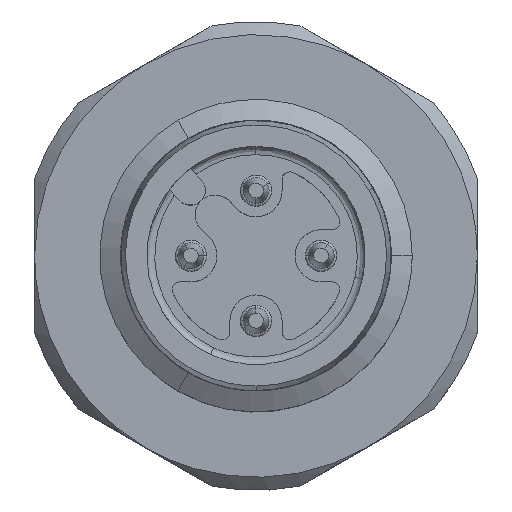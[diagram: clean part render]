
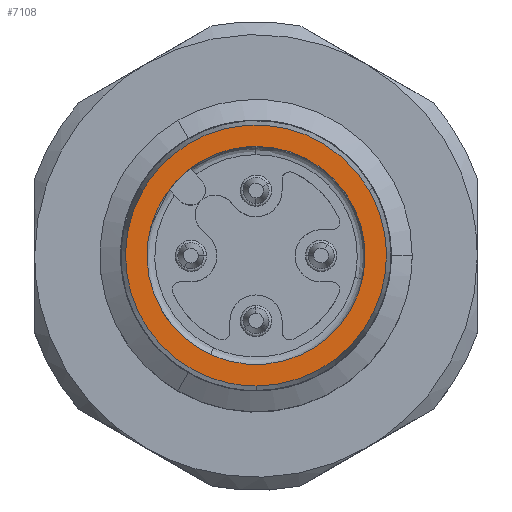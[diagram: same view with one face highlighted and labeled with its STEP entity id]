
A CAD part, top view. The second image highlights one B-rep face of the part: STEP entity #7108.
In plain terms, the highlighted planar face has unit normal (0, 0, 1).
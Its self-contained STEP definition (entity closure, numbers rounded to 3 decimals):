
#7022=AXIS2_PLACEMENT_3D('Plane Axis2P3D',#7019,#7020,#7021) ;
#6253=CARTESIAN_POINT('Control Point',(8.5,13.188,37.2)) ;
#6254=CARTESIAN_POINT('Control Point',(15.753,13.188,37.2)) ;
#6255=CARTESIAN_POINT('Control Point',(12.126,6.906,37.2)) ;
#6256=CARTESIAN_POINT('Vertex',(8.5,13.188,37.2)) ;
#6258=CARTESIAN_POINT('Vertex',(12.126,6.906,37.2)) ;
#7003=CARTESIAN_POINT('Vertex',(4.874,6.906,37.2)) ;
#7007=CARTESIAN_POINT('Control Point',(12.126,6.906,37.2)) ;
#7008=CARTESIAN_POINT('Control Point',(8.5,0.625,37.2)) ;
#7009=CARTESIAN_POINT('Control Point',(4.874,6.906,37.2)) ;
#7019=CARTESIAN_POINT('Axis2P3D Location',(2.986,14.514,37.2)) ;
#7025=CARTESIAN_POINT('Control Point',(8.5,3.988,37.2)) ;
#7026=CARTESIAN_POINT('Control Point',(8.987,3.988,37.2)) ;
#7027=CARTESIAN_POINT('Control Point',(9.501,4.047,37.2)) ;
#7028=CARTESIAN_POINT('Control Point',(10.031,4.178,37.2)) ;
#7029=CARTESIAN_POINT('Control Point',(11.132,4.627,37.2)) ;
#7030=CARTESIAN_POINT('Control Point',(12.106,5.425,37.2)) ;
#7031=CARTESIAN_POINT('Control Point',(12.55,5.934,37.2)) ;
#7032=CARTESIAN_POINT('Control Point',(13.26,7.103,37.2)) ;
#7033=CARTESIAN_POINT('Control Point',(13.547,8.419,37.2)) ;
#7034=CARTESIAN_POINT('Control Point',(13.574,9.088,37.2)) ;
#7035=CARTESIAN_POINT('Control Point',(13.462,10.011,37.2)) ;
#7036=CARTESIAN_POINT('Control Point',(13.18,10.825,37.2)) ;
#7037=CARTESIAN_POINT('Control Point',(13.078,11.066,37.2)) ;
#7038=CARTESIAN_POINT('Control Point',(12.964,11.293,37.2)) ;
#7039=CARTESIAN_POINT('Control Point',(12.841,11.506,37.2)) ;
#7040=CARTESIAN_POINT('Vertex',(8.5,3.988,37.2)) ;
#7042=CARTESIAN_POINT('Vertex',(12.841,11.506,37.2)) ;
#7046=CARTESIAN_POINT('Control Point',(12.841,11.506,37.2)) ;
#7047=CARTESIAN_POINT('Control Point',(12.597,11.928,37.2)) ;
#7048=CARTESIAN_POINT('Control Point',(12.289,12.344,37.2)) ;
#7049=CARTESIAN_POINT('Control Point',(11.91,12.737,37.2)) ;
#7050=CARTESIAN_POINT('Control Point',(10.971,13.466,37.2)) ;
#7051=CARTESIAN_POINT('Control Point',(9.792,13.91,37.2)) ;
#7052=CARTESIAN_POINT('Control Point',(9.13,14.041,37.2)) ;
#7053=CARTESIAN_POINT('Control Point',(7.763,14.071,37.2)) ;
#7054=CARTESIAN_POINT('Control Point',(6.479,13.662,37.2)) ;
#7055=CARTESIAN_POINT('Control Point',(5.886,13.35,37.2)) ;
#7056=CARTESIAN_POINT('Control Point',(5.143,12.791,37.2)) ;
#7057=CARTESIAN_POINT('Control Point',(4.579,12.14,37.2)) ;
#7058=CARTESIAN_POINT('Control Point',(4.422,11.931,37.2)) ;
#7059=CARTESIAN_POINT('Control Point',(4.282,11.719,37.2)) ;
#7060=CARTESIAN_POINT('Control Point',(4.159,11.506,37.2)) ;
#7061=CARTESIAN_POINT('Vertex',(4.159,11.506,37.2)) ;
#7065=CARTESIAN_POINT('Control Point',(4.159,11.506,37.2)) ;
#7066=CARTESIAN_POINT('Control Point',(3.916,11.084,37.2)) ;
#7067=CARTESIAN_POINT('Control Point',(3.71,10.609,37.2)) ;
#7068=CARTESIAN_POINT('Control Point',(3.559,10.085,37.2)) ;
#7069=CARTESIAN_POINT('Control Point',(3.397,8.907,37.2)) ;
#7070=CARTESIAN_POINT('Control Point',(3.601,7.664,37.2)) ;
#7071=CARTESIAN_POINT('Control Point',(3.819,7.026,37.2)) ;
#7072=CARTESIAN_POINT('Control Point',(4.477,5.826,37.2)) ;
#7073=CARTESIAN_POINT('Control Point',(5.473,4.919,37.2)) ;
#7074=CARTESIAN_POINT('Control Point',(6.039,4.561,37.2)) ;
#7075=CARTESIAN_POINT('Control Point',(6.895,4.197,37.2)) ;
#7076=CARTESIAN_POINT('Control Point',(7.741,4.035,37.2)) ;
#7077=CARTESIAN_POINT('Control Point',(8.001,4.003,37.2)) ;
#7078=CARTESIAN_POINT('Control Point',(8.254,3.987,37.2)) ;
#7079=CARTESIAN_POINT('Control Point',(8.5,3.988,37.2)) ;
#7087=CARTESIAN_POINT('Control Point',(4.874,6.906,37.2)) ;
#7088=CARTESIAN_POINT('Control Point',(4.653,7.289,37.2)) ;
#7089=CARTESIAN_POINT('Control Point',(4.469,7.724,37.2)) ;
#7090=CARTESIAN_POINT('Control Point',(4.34,8.207,37.2)) ;
#7091=CARTESIAN_POINT('Control Point',(4.241,9.201,37.2)) ;
#7092=CARTESIAN_POINT('Control Point',(4.449,10.227,37.2)) ;
#7093=CARTESIAN_POINT('Control Point',(4.625,10.707,37.2)) ;
#7094=CARTESIAN_POINT('Control Point',(5.182,11.708,37.2)) ;
#7095=CARTESIAN_POINT('Control Point',(6.028,12.465,37.2)) ;
#7096=CARTESIAN_POINT('Control Point',(6.556,12.779,37.2)) ;
#7097=CARTESIAN_POINT('Control Point',(7.283,13.053,37.2)) ;
#7098=CARTESIAN_POINT('Control Point',(7.99,13.162,37.2)) ;
#7099=CARTESIAN_POINT('Control Point',(8.164,13.179,37.2)) ;
#7100=CARTESIAN_POINT('Control Point',(8.334,13.187,37.2)) ;
#7101=CARTESIAN_POINT('Control Point',(8.5,13.188,37.2)) ;
#7020=DIRECTION('Axis2P3D Direction',(-0.,0.,1.)) ;
#7021=DIRECTION('Axis2P3D XDirection',(0.,-1.,0.)) ;
#7082=ORIENTED_EDGE('',*,*,#7044,.T.) ;
#7083=ORIENTED_EDGE('',*,*,#7063,.T.) ;
#7084=ORIENTED_EDGE('',*,*,#7080,.T.) ;
#7104=ORIENTED_EDGE('',*,*,#6260,.T.) ;
#7105=ORIENTED_EDGE('',*,*,#7010,.T.) ;
#7106=ORIENTED_EDGE('',*,*,#7102,.T.) ;
#7107=FACE_BOUND('',#7103,.T.) ;
#7108=ADVANCED_FACE('5001260.1\\instance id 0\\instance id 4\\R2',(#7085,#7107),#7023,.T.) ;
#7024=B_SPLINE_CURVE_WITH_KNOTS('',5,(#7025,#7026,#7027,#7028,#7029,#7030,#7031,#7032,#7033,#7034,#7035,#7036,#7037,#7038,#7039),.UNSPECIFIED.,.F.,.U.,(6,3,3,3,6),(0.,5.446,11.421,17.558,20.31),.UNSPECIFIED.) ;
#7045=B_SPLINE_CURVE_WITH_KNOTS('',5,(#7046,#7047,#7048,#7049,#7050,#7051,#7052,#7053,#7054,#7055,#7056,#7057,#7058,#7059,#7060),.UNSPECIFIED.,.F.,.U.,(6,3,3,3,6),(0.,5.446,11.421,17.558,20.31),.UNSPECIFIED.) ;
#7064=B_SPLINE_CURVE_WITH_KNOTS('',5,(#7065,#7066,#7067,#7068,#7069,#7070,#7071,#7072,#7073,#7074,#7075,#7076,#7077,#7078,#7079),.UNSPECIFIED.,.F.,.U.,(6,3,3,3,6),(0.,5.446,11.421,17.558,20.31),.UNSPECIFIED.) ;
#7086=B_SPLINE_CURVE_WITH_KNOTS('',5,(#7087,#7088,#7089,#7090,#7091,#7092,#7093,#7094,#7095,#7096,#7097,#7098,#7099,#7100,#7101),.UNSPECIFIED.,.F.,.U.,(6,3,3,3,6),(0.,4.939,9.48,15.11,16.969),.UNSPECIFIED.) ;
#6260=EDGE_CURVE('',#6257,#6259,#6252,.T.) ;
#7010=EDGE_CURVE('',#6259,#7004,#7006,.T.) ;
#7044=EDGE_CURVE('',#7041,#7043,#7024,.T.) ;
#7063=EDGE_CURVE('',#7043,#7062,#7045,.T.) ;
#7080=EDGE_CURVE('',#7062,#7041,#7064,.T.) ;
#7102=EDGE_CURVE('',#7004,#6257,#7086,.T.) ;
#7081=EDGE_LOOP('',(#7082,#7083,#7084)) ;
#7103=EDGE_LOOP('',(#7104,#7105,#7106)) ;
#7085=FACE_OUTER_BOUND('',#7081,.T.) ;
#7023=PLANE('',#7022) ;
#6257=VERTEX_POINT('',#6256) ;
#6259=VERTEX_POINT('',#6258) ;
#7004=VERTEX_POINT('',#7003) ;
#7041=VERTEX_POINT('',#7040) ;
#7043=VERTEX_POINT('',#7042) ;
#7062=VERTEX_POINT('',#7061) ;
#6252=(BOUNDED_CURVE()B_SPLINE_CURVE(2,(#6253,#6254,#6255),.UNSPECIFIED.,.F.,.U.)B_SPLINE_CURVE_WITH_KNOTS((3,3),(0.,14.506),.UNSPECIFIED.)CURVE()GEOMETRIC_REPRESENTATION_ITEM()RATIONAL_B_SPLINE_CURVE((1.,0.5,1.))REPRESENTATION_ITEM('')) ;
#7006=(BOUNDED_CURVE()B_SPLINE_CURVE(2,(#7007,#7008,#7009),.UNSPECIFIED.,.F.,.U.)B_SPLINE_CURVE_WITH_KNOTS((3,3),(14.506,29.012),.UNSPECIFIED.)CURVE()GEOMETRIC_REPRESENTATION_ITEM()RATIONAL_B_SPLINE_CURVE((1.,0.5,1.))REPRESENTATION_ITEM('')) ;
